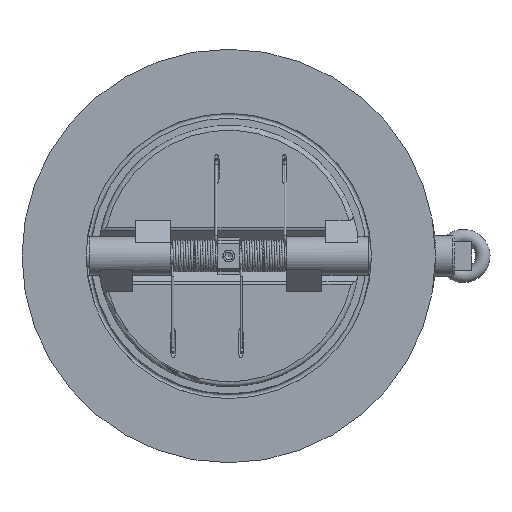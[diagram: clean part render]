
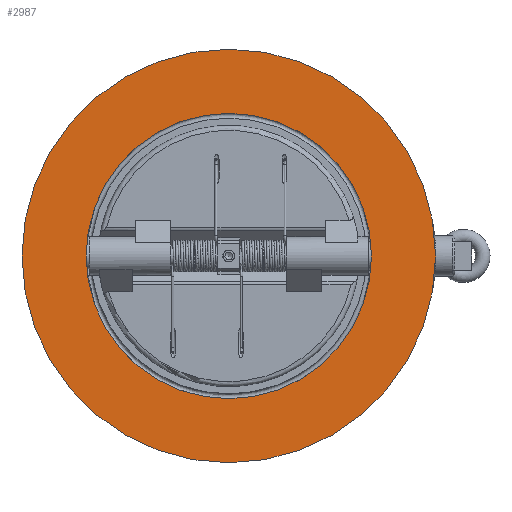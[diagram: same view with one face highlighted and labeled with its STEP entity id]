
A CAD part, front view. The second image highlights one B-rep face of the part: STEP entity #2987.
In plain terms, the highlighted planar face has unit normal (0, -1, 0).
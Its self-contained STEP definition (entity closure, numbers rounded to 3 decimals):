
#2960=CARTESIAN_POINT('',(-72.25,0.,0.0));
#2961=DIRECTION('',(0.0,-1.0,0.0));
#2962=DIRECTION('',(0.0,0.0,-1.0));
#2963=AXIS2_PLACEMENT_3D('',#2960,#2961,#2962);
#2964=PLANE('',#2963);
#2965=CARTESIAN_POINT('',(-85.5,0.,0.0));
#2966=VERTEX_POINT('',#2965);
#2967=CARTESIAN_POINT('',(0.0,0.,0.0));
#2968=DIRECTION('',(0.0,1.0,0.0));
#2969=DIRECTION('',(-1.0,0.0,0.0));
#2970=AXIS2_PLACEMENT_3D('',#2967,#2968,#2969);
#2971=CIRCLE('',#2970,85.5);
#2972=EDGE_CURVE('',#2966,#2966,#2971,.T.);
#2973=ORIENTED_EDGE('',*,*,#2972,.F.);
#2974=EDGE_LOOP('',(#2973));
#2975=FACE_OUTER_BOUND('',#2974,.T.);
#2976=CARTESIAN_POINT('',(-59.,0.,0.0));
#2977=VERTEX_POINT('',#2976);
#2978=CARTESIAN_POINT('',(0.0,0.,0.0));
#2979=DIRECTION('',(0.0,1.0,0.0));
#2980=DIRECTION('',(-1.0,0.0,0.0));
#2981=AXIS2_PLACEMENT_3D('',#2978,#2979,#2980);
#2982=CIRCLE('',#2981,59.);
#2983=EDGE_CURVE('',#2977,#2977,#2982,.T.);
#2984=ORIENTED_EDGE('',*,*,#2983,.T.);
#2985=EDGE_LOOP('',(#2984));
#2986=FACE_BOUND('',#2985,.T.);
#2987=ADVANCED_FACE('',(#2975,#2986),#2964,.T.);
